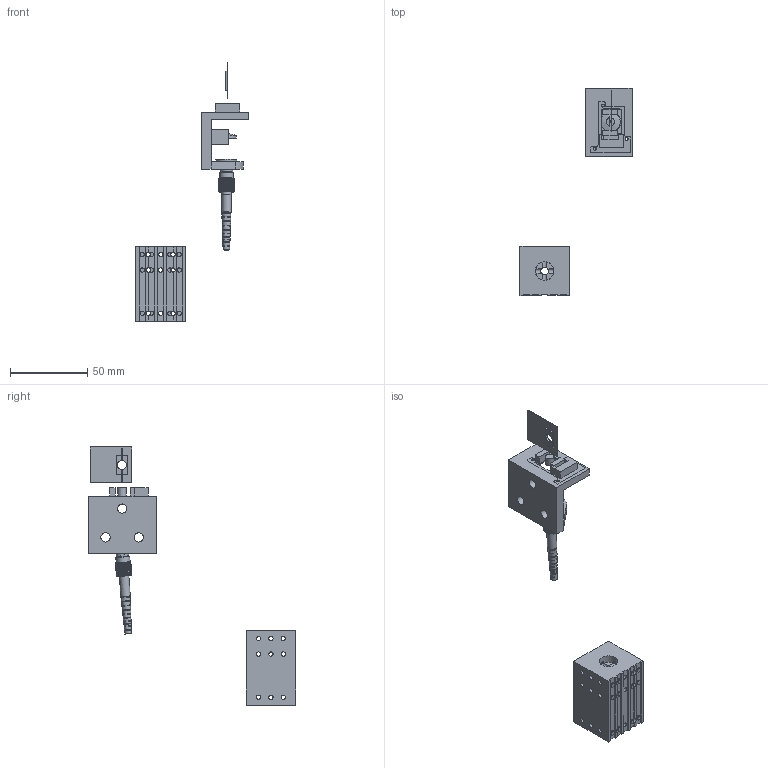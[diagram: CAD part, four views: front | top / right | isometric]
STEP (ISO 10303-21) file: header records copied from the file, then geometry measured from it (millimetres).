
FILE_DESCRIPTION(/* description */ (''),/* implementation_level */ '2;1');
FILE_NAME(/* name */ 'Assembly_cellSTORM_fiberbase_v3.iam.step',/* time_stamp */ '2022-11-29T08:59:10+01:00',/* author */ ('diederichbenedict'),/* organization */ (''),/* preprocessor_version */ 'ST-DEVELOPER v18.1',/* originating_system */ 'Autodesk Inventor 2022',/* authorisation */ '');
FILE_SCHEMA (('AUTOMOTIVE_DESIGN { 1 0 10303 214 3 1 1 }'));
Products named in the file (11): Assembly_cellSTORM_fiberbase_v3; P1-305A-FC-1-Step; SM05FCA-Step; LA1304-Step; 30_cellSTORM_fiberbase_base_v3; 02_Nanoscopy_Chip; 00_LASER_640nm; 00_KES400; 00_KES400_Bluray_Lens; 00_KES_Bluray_Magnet; 00_KES400_Lens
Assembly tree (10 placements, depth 3):
  Assembly_cellSTORM_fiberbase_v3
    P1-305A-FC-1-Step
    SM05FCA-Step
    LA1304-Step
    30_cellSTORM_fiberbase_base_v3
    02_Nanoscopy_Chip
    00_LASER_640nm
    00_KES400
      00_KES400_Bluray_Lens
      00_KES_Bluray_Magnet
      00_KES400_Lens
Bounding box: 72.52 x 134.16 x 167.03 mm (x, y, z)
Volume: 65319.8 mm3; surface area: 28473.8 mm2
Topology: 19 solids, 19 shells, 821 faces, 2384 edges, 1561 vertices
Faces by surface type: plane 526, cylinder 213, bspline 69, cone 11, torus 1, sphere 1
Full cylindrical faces by diameter (mm): 1.27 x1, 2 x6, 2.502 x1, 2.8 x78, 3.175 x1, 3.693 x1, 4.242 x1, 4.369 x1, 4.572 x1, 5 x1, 5.08 x1, 5.232 x1, 5.283 x1, 5.297 x1, 5.825 x1, 6 x3, 6.071 x1, 6.096 x1, 7.238 x1, 8 x1, 8.255 x1, 8.89 x1, 9.017 x2, 9.29 x1, 12 x1, 12.7 x1, 13.589 x1
Entity records: 31968 total; most frequent: CARTESIAN_POINT 10371, ORIENTED_EDGE 4768, DIRECTION 4095, EDGE_CURVE 2384, VERTEX_POINT 1561, AXIS2_PLACEMENT_3D 1411, LINE 1273, VECTOR 1273
